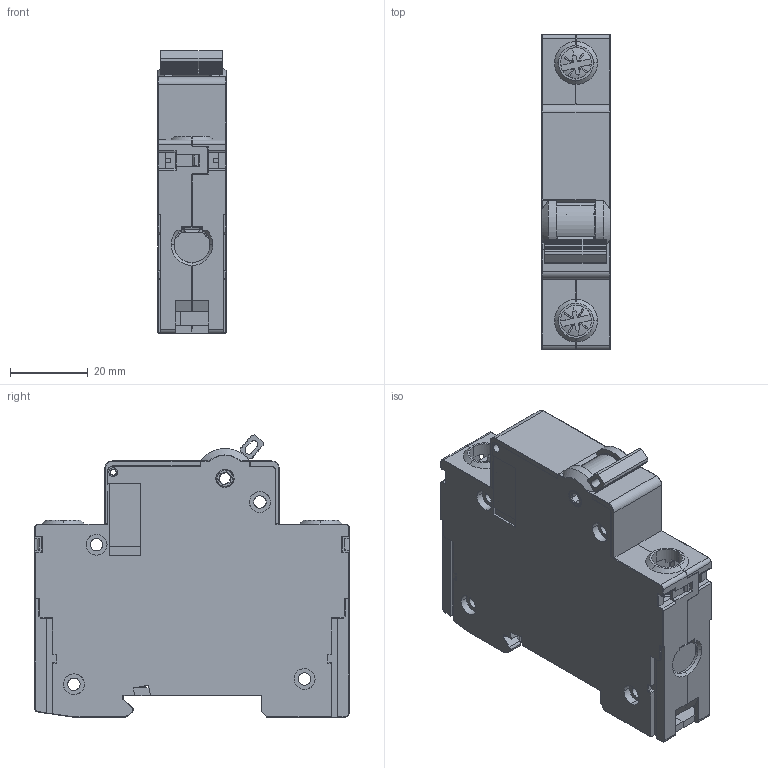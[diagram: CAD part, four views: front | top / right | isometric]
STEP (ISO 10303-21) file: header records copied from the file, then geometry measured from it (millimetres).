
FILE_DESCRIPTION(('CATIA V5 STEP Exchange'),'2;1');
FILE_NAME('SCB-1P.stp','2020-05-20T01:52:04+00:00',('none'),('none'),'CATIA Version 5 Release 19 SP 6 (IN-10)','CATIA V5 STEP AP214','none');
FILE_SCHEMA(('AUTOMOTIVE_DESIGN { 1 0 10303 214 1 1 1 1 }'));
Products named in the file (2): SCB-2P; SCB外观图
Assembly tree (1 placements, depth 2):
  SCB-2P
    SCB外观图
Bounding box: 17.6 x 81 x 72.68 mm (x, y, z)
Volume: 31133.1 mm3; surface area: 48510.2 mm2
Topology: 10 solids, 13 shells, 2860 faces, 8055 edges, 5219 vertices
Faces by surface type: plane 1863, cylinder 764, cone 114, sphere 52, torus 43, bspline 24
Entity records: 96701 total; most frequent: CARTESIAN_POINT 24790, ORIENTED_EDGE 16018, DIRECTION 12829, EDGE_CURVE 8015, VECTOR 5905, LINE 5905, VERTEX_POINT 5219, AXIS2_PLACEMENT_3D 4098
